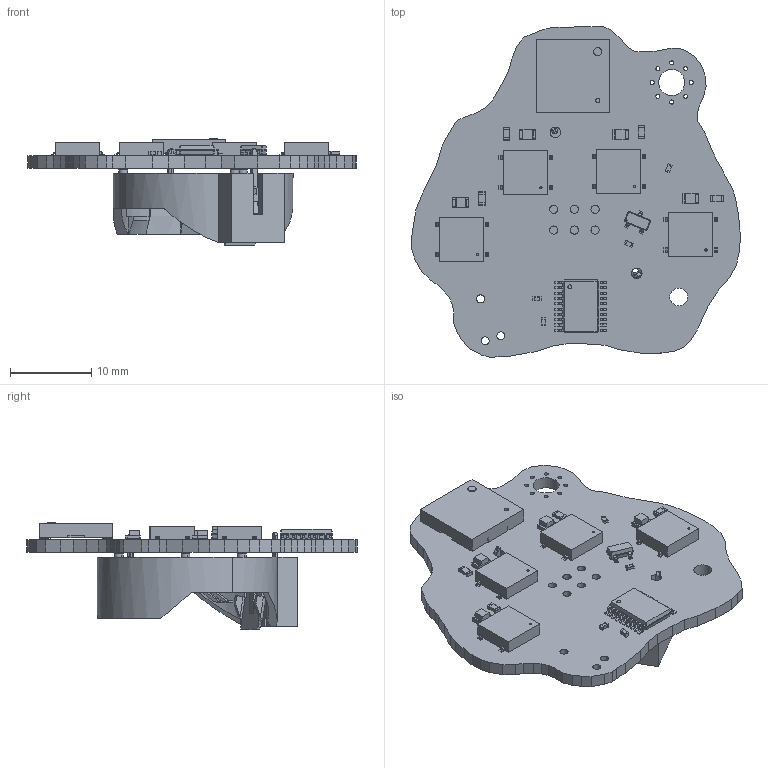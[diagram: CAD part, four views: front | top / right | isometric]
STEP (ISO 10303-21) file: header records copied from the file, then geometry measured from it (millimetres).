
FILE_DESCRIPTION(('KiCad electronic assembly'),'2;1');
FILE_NAME('pawb_sao.step','2025-07-31T18:06:37',('Pcbnew'),('Kicad'), 'Open CASCADE STEP processor 7.9','KiCad to STEP converter','Unknown' );
FILE_SCHEMA(('AUTOMOTIVE_DESIGN { 1 0 10303 214 1 1 1 1 }'));
Length unit declared in the file: millimetre
Products named in the file (11): pawb_sao 1; SON4_PTS526SM15SMTR2LFS_CNK; R_0603_1608Metric; SMTB-0940-T-3V-R; R_0402_1005Metric; LED_0805_2012Metric; SOT-23; C_0402_1005Metric; TSSOP-20_4.4x6.5mm_P0.65mm; bh-25f-1; pawb_sao_PCB
Assembly tree (21 placements, depth 2):
  pawb_sao 1
    SON4_PTS526SM15SMTR2LFS_CNK  x4
    R_0603_1608Metric  x4
    SMTB-0940-T-3V-R
    R_0402_1005Metric  x2
    LED_0805_2012Metric  x4
    SOT-23
    C_0402_1005Metric  x2
    TSSOP-20_4.4x6.5mm_P0.65mm
    bh-25f-1
    pawb_sao_PCB
Bounding box: 40.38 x 40.65 x 13.19 mm (x, y, z)
Volume: 3084.1 mm3; surface area: 5704.7 mm2
Topology: 41 solids, 42 shells, 1706 faces, 4494 edges, 2868 vertices
Faces by surface type: plane 1199, cylinder 420, bspline 46, revolution 20, torus 19, cone 2
Full cylindrical faces by diameter (mm): 0.271 x4, 0.5 x9, 0.991 x3, 1 x7, 1.295 x2, 2.2 x1, 3.2 x1
Entity records: 43446 total; most frequent: CARTESIAN_POINT 7319, ORIENTED_EDGE 6548, DIRECTION 6215, EDGE_CURVE 3274, LINE 2473, VECTOR 2473, VERTEX_POINT 2070, AXIS2_PLACEMENT_3D 1861
